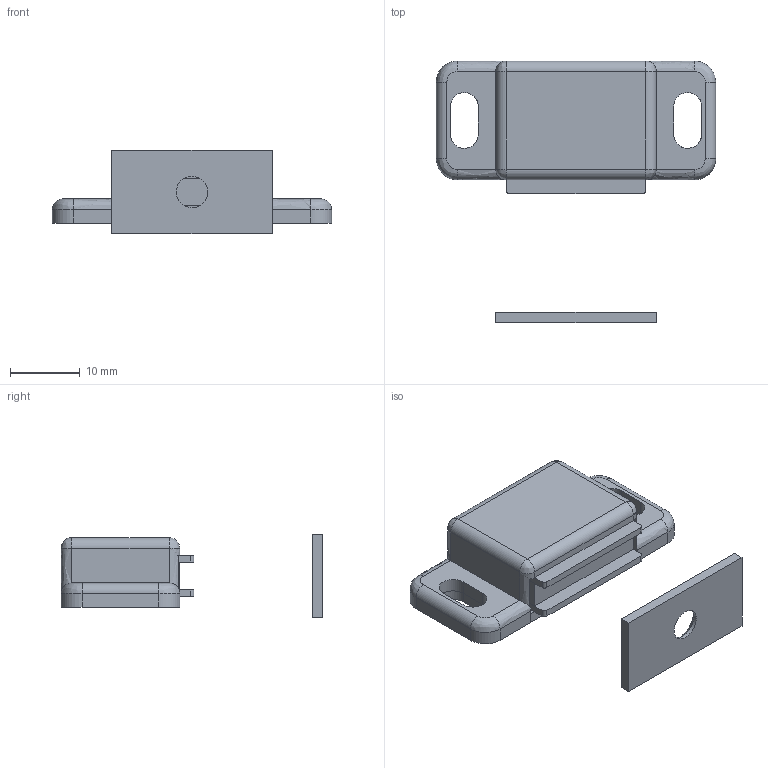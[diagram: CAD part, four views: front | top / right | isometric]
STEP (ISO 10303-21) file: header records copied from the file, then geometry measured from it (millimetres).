
FILE_DESCRIPTION((''),'2;1');
FILE_NAME('','2005-07-15T16:00:23',(''),(''),'','CADfix','');
FILE_SCHEMA(('AUTOMOTIVE_DESIGN'));
Length unit declared in the file: millimetre
Products named in the file (6): attachment; magnet; keeper; housing; base; TL_268_2501_36
Assembly tree (6 placements, depth 2):
  TL_268_2501_36
    attachment  x2
    magnet
    keeper
    housing
    base
Bounding box: 40 x 37.5 x 12 mm (x, y, z)
Volume: 4613.2 mm3; surface area: 6152.3 mm2
Topology: 6 solids, 6 shells, 114 faces, 287 edges, 185 vertices
Faces by surface type: bspline 114
Entity records: 3347 total; most frequent: CARTESIAN_POINT 1616, ORIENTED_EDGE 538, EDGE_CURVE 269, QUASI_UNIFORM_CURVE 180, VERTEX_POINT 173, EDGE_LOOP 116, FACE_OUTER_BOUND 106, ADVANCED_FACE 106
